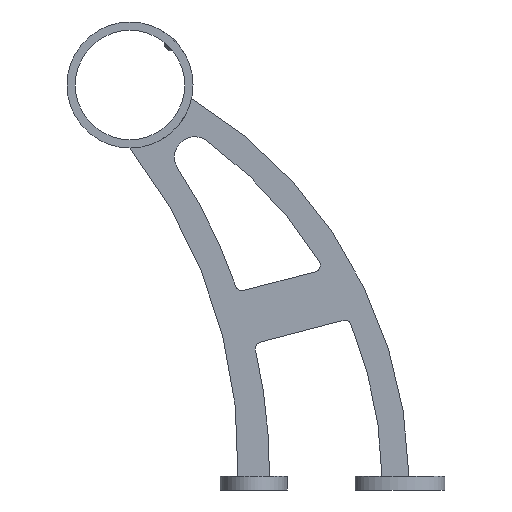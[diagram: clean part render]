
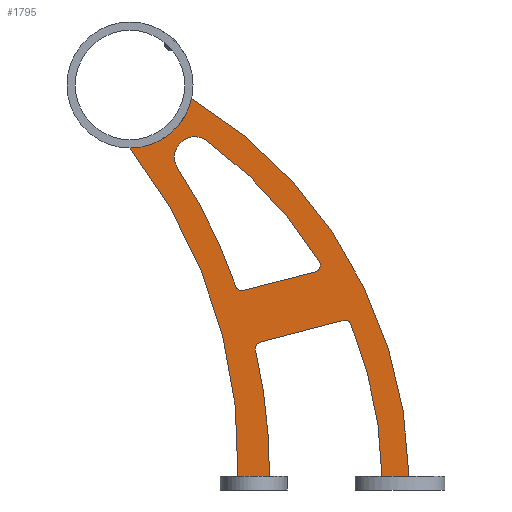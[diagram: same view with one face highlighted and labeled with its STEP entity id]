
A CAD part, left-side view. The second image highlights one B-rep face of the part: STEP entity #1795.
In plain terms, the highlighted planar face has unit normal (-1, 0, 0).
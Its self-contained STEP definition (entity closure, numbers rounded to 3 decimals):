
#34 = DIRECTION ( 'NONE',  ( 1., 0., 0. ) ) ;
#58 = DIRECTION ( 'NONE',  ( 0., -1., 0. ) ) ;
#164 = DIRECTION ( 'NONE',  ( 0., 0., -1. ) ) ;
#188 = VERTEX_POINT ( 'NONE', #10140 ) ;
#243 = EDGE_LOOP ( 'NONE', ( #5166, #449, #12658, #4662, #837, #10903 ) ) ;
#449 = ORIENTED_EDGE ( 'NONE', *, *, #5028, .T. ) ;
#467 = ORIENTED_EDGE ( 'NONE', *, *, #2993, .T. ) ;
#498 = VERTEX_POINT ( 'NONE', #2830 ) ;
#553 = CARTESIAN_POINT ( 'NONE',  ( -3., 62.034, 65.74 ) ) ;
#837 = ORIENTED_EDGE ( 'NONE', *, *, #3263, .T. ) ;
#877 = VERTEX_POINT ( 'NONE', #12469 ) ;
#1091 = ORIENTED_EDGE ( 'NONE', *, *, #12401, .T. ) ;
#1191 = AXIS2_PLACEMENT_3D ( 'NONE', #5300, #10499, #11626 ) ;
#1235 = AXIS2_PLACEMENT_3D ( 'NONE', #2486, #1357, #6591 ) ;
#1341 = EDGE_CURVE ( 'NONE', #8560, #9871, #3434, .T. ) ;
#1357 = DIRECTION ( 'NONE',  ( 1., 0., 0. ) ) ;
#1399 = CIRCLE ( 'NONE', #9791, 3. ) ;
#1603 = CARTESIAN_POINT ( 'NONE',  ( -3., 26.156, 100.013 ) ) ;
#1614 = VERTEX_POINT ( 'NONE', #553 ) ;
#1627 = CARTESIAN_POINT ( 'NONE',  ( -3., 8., 6. ) ) ;
#1721 = ORIENTED_EDGE ( 'NONE', *, *, #2850, .T. ) ;
#1732 = VERTEX_POINT ( 'NONE', #6878 ) ;
#1778 = CARTESIAN_POINT ( 'NONE',  ( -3., 72.982, 90.625 ) ) ;
#1795 = ADVANCED_FACE ( 'NONE', ( #11516, #13294 ), #10767, .F. ) ;
#1962 = DIRECTION ( 'NONE',  ( 1., 0., 0. ) ) ;
#1997 = DIRECTION ( 'NONE',  ( 1., 0., 0. ) ) ;
#2025 = EDGE_CURVE ( 'NONE', #1732, #1614, #10552, .T. ) ;
#2057 = CARTESIAN_POINT ( 'NONE',  ( -3., 86.011, 155.3 ) ) ;
#2136 = CIRCLE ( 'NONE', #4374, 188. ) ;
#2155 = AXIS2_PLACEMENT_3D ( 'NONE', #3477, #6513, #9715 ) ;
#2173 = EDGE_CURVE ( 'NONE', #12111, #498, #8611, .T. ) ;
#2309 = AXIS2_PLACEMENT_3D ( 'NONE', #11183, #9072, #11097 ) ;
#2486 = CARTESIAN_POINT ( 'NONE',  ( -3., 120., 180. ) ) ;
#2506 = DIRECTION ( 'NONE',  ( 0., 0., -1. ) ) ;
#2646 = EDGE_LOOP ( 'NONE', ( #13219, #4108, #1091, #467, #8103, #7384, #7230, #1721, #8552, #12144 ) ) ;
#2654 = DIRECTION ( 'NONE',  ( 1., 0., 0. ) ) ;
#2830 = CARTESIAN_POINT ( 'NONE',  ( -3., 64.199, 62.169 ) ) ;
#2850 = EDGE_CURVE ( 'NONE', #9871, #6124, #11173, .T. ) ;
#2861 = CARTESIAN_POINT ( 'NONE',  ( -3., 61.275, 62.838 ) ) ;
#2993 = EDGE_CURVE ( 'NONE', #8062, #6283, #12783, .T. ) ;
#3261 = CARTESIAN_POINT ( 'NONE',  ( -3., 72., 6. ) ) ;
#3263 = EDGE_CURVE ( 'NONE', #4476, #188, #2136, .T. ) ;
#3434 = CIRCLE ( 'NONE', #1235, 28. ) ;
#3477 = CARTESIAN_POINT ( 'NONE',  ( -3., 195.973, 2.812 ) ) ;
#3491 = DIRECTION ( 'NONE',  ( 1., 0., 0. ) ) ;
#3552 = CARTESIAN_POINT ( 'NONE',  ( -3., 92.64, 174.05 ) ) ;
#3595 = VECTOR ( 'NONE', #4972, 1000. ) ;
#3669 = CARTESIAN_POINT ( 'NONE',  ( -3., 304.527, 7.219 ) ) ;
#3704 = CIRCLE ( 'NONE', #2155, 200. ) ;
#3823 = EDGE_CURVE ( 'NONE', #498, #1614, #7798, .T. ) ;
#3864 = VERTEX_POINT ( 'NONE', #1778 ) ;
#3925 = DIRECTION ( 'NONE',  ( -1., 0., 0. ) ) ;
#4034 = CARTESIAN_POINT ( 'NONE',  ( -3., 0., 6. ) ) ;
#4108 = ORIENTED_EDGE ( 'NONE', *, *, #2025, .F. ) ;
#4115 = CARTESIAN_POINT ( 'NONE',  ( -3., 20.064, 76.717 ) ) ;
#4374 = AXIS2_PLACEMENT_3D ( 'NONE', #4747, #2654, #9865 ) ;
#4476 = VERTEX_POINT ( 'NONE', #2057 ) ;
#4605 = CARTESIAN_POINT ( 'NONE',  ( -3., 37.73, 96.986 ) ) ;
#4662 = ORIENTED_EDGE ( 'NONE', *, *, #6010, .T. ) ;
#4747 = CARTESIAN_POINT ( 'NONE',  ( -3., 195.973, 2.812 ) ) ;
#4905 = EDGE_CURVE ( 'NONE', #12763, #188, #8728, .T. ) ;
#4972 = DIRECTION ( 'NONE',  ( 0., 0.967, -0.253 ) ) ;
#5028 = EDGE_CURVE ( 'NONE', #877, #3864, #10688, .T. ) ;
#5133 = AXIS2_PLACEMENT_3D ( 'NONE', #3669, #10945, #5204 ) ;
#5166 = ORIENTED_EDGE ( 'NONE', *, *, #5621, .T. ) ;
#5204 = DIRECTION ( 'NONE',  ( 0., 0., -1. ) ) ;
#5276 = CARTESIAN_POINT ( 'NONE',  ( -3., 58., 6. ) ) ;
#5300 = CARTESIAN_POINT ( 'NONE',  ( -3., 296.893, 12.953 ) ) ;
#5569 = CARTESIAN_POINT ( 'NONE',  ( -3., 0., 0. ) ) ;
#5621 = EDGE_CURVE ( 'NONE', #12763, #877, #13259, .T. ) ;
#5651 = CIRCLE ( 'NONE', #1191, 237. ) ;
#5974 = VERTEX_POINT ( 'NONE', #6057 ) ;
#6010 = EDGE_CURVE ( 'NONE', #11629, #4476, #6802, .T. ) ;
#6057 = CARTESIAN_POINT ( 'NONE',  ( -3., -4.002, 6. ) ) ;
#6124 = VERTEX_POINT ( 'NONE', #3261 ) ;
#6283 = VERTEX_POINT ( 'NONE', #1627 ) ;
#6513 = DIRECTION ( 'NONE',  ( 1., 0., 0. ) ) ;
#6591 = DIRECTION ( 'NONE',  ( 0., 0., -1. ) ) ;
#6634 = AXIS2_PLACEMENT_3D ( 'NONE', #13319, #1997, #10478 ) ;
#6713 = CARTESIAN_POINT ( 'NONE',  ( -3., 0., 6. ) ) ;
#6802 = CIRCLE ( 'NONE', #10283, 9. ) ;
#6878 = CARTESIAN_POINT ( 'NONE',  ( -3., 25.333, 75.338 ) ) ;
#6884 = EDGE_CURVE ( 'NONE', #11629, #3864, #5651, .T. ) ;
#6944 = DIRECTION ( 'NONE',  ( 0., 0., -1. ) ) ;
#7062 = CARTESIAN_POINT ( 'NONE',  ( -3., 38.489, 99.888 ) ) ;
#7107 = DIRECTION ( 'NONE',  ( 1., 0., 0. ) ) ;
#7230 = ORIENTED_EDGE ( 'NONE', *, *, #1341, .T. ) ;
#7384 = ORIENTED_EDGE ( 'NONE', *, *, #8083, .F. ) ;
#7798 = CIRCLE ( 'NONE', #13131, 3. ) ;
#8062 = VERTEX_POINT ( 'NONE', #11206 ) ;
#8083 = EDGE_CURVE ( 'NONE', #8560, #5974, #3704, .T. ) ;
#8103 = ORIENTED_EDGE ( 'NONE', *, *, #11682, .T. ) ;
#8178 = AXIS2_PLACEMENT_3D ( 'NONE', #5569, #3491, #2506 ) ;
#8552 = ORIENTED_EDGE ( 'NONE', *, *, #11158, .T. ) ;
#8560 = VERTEX_POINT ( 'NONE', #3552 ) ;
#8611 = CIRCLE ( 'NONE', #5133, 246.53 ) ;
#8728 = CIRCLE ( 'NONE', #11221, 3. ) ;
#8928 = CARTESIAN_POINT ( 'NONE',  ( -3., 120., 152. ) ) ;
#8963 = DIRECTION ( 'NONE',  ( 0., 0.967, -0.253 ) ) ;
#9072 = DIRECTION ( 'NONE',  ( 1., 0., 0. ) ) ;
#9219 = CARTESIAN_POINT ( 'NONE',  ( -3., 91.276, 148. ) ) ;
#9648 = VECTOR ( 'NONE', #58, 1000. ) ;
#9715 = DIRECTION ( 'NONE',  ( 0., 0., -1. ) ) ;
#9791 = AXIS2_PLACEMENT_3D ( 'NONE', #9873, #10013, #6944 ) ;
#9865 = DIRECTION ( 'NONE',  ( 0., 0., -1. ) ) ;
#9871 = VERTEX_POINT ( 'NONE', #8928 ) ;
#9873 = CARTESIAN_POINT ( 'NONE',  ( -3., 24.574, 72.436 ) ) ;
#9919 = AXIS2_PLACEMENT_3D ( 'NONE', #11548, #34, #164 ) ;
#10013 = DIRECTION ( 'NONE',  ( 1., 0., 0. ) ) ;
#10140 = CARTESIAN_POINT ( 'NONE',  ( -3., 35.935, 101.462 ) ) ;
#10218 = DIRECTION ( 'NONE',  ( 0., 0., -1. ) ) ;
#10267 = DIRECTION ( 'NONE',  ( 0., 0., -1. ) ) ;
#10283 = AXIS2_PLACEMENT_3D ( 'NONE', #9219, #1962, #10267 ) ;
#10302 = DIRECTION ( 'NONE',  ( 0., 0., -1. ) ) ;
#10478 = DIRECTION ( 'NONE',  ( 0., 0., -1. ) ) ;
#10499 = DIRECTION ( 'NONE',  ( 1., 0., 0. ) ) ;
#10552 = LINE ( 'NONE', #4115, #3595 ) ;
#10688 = CIRCLE ( 'NONE', #6634, 3. ) ;
#10767 = PLANE ( 'NONE',  #8178 ) ;
#10903 = ORIENTED_EDGE ( 'NONE', *, *, #4905, .F. ) ;
#10945 = DIRECTION ( 'NONE',  ( -1., 0., 0. ) ) ;
#11097 = DIRECTION ( 'NONE',  ( 0., 0., -1. ) ) ;
#11100 = VECTOR ( 'NONE', #13040, 1000. ) ;
#11154 = VECTOR ( 'NONE', #8963, 1000. ) ;
#11158 = EDGE_CURVE ( 'NONE', #6124, #12111, #12405, .T. ) ;
#11173 = CIRCLE ( 'NONE', #2309, 225. ) ;
#11183 = CARTESIAN_POINT ( 'NONE',  ( -3., 296.893, 12.953 ) ) ;
#11206 = CARTESIAN_POINT ( 'NONE',  ( -3., 21.795, 73.565 ) ) ;
#11221 = AXIS2_PLACEMENT_3D ( 'NONE', #7062, #3925, #10302 ) ;
#11516 = FACE_OUTER_BOUND ( 'NONE', #2646, .T. ) ;
#11548 = CARTESIAN_POINT ( 'NONE',  ( -3., 195.973, 2.812 ) ) ;
#11626 = DIRECTION ( 'NONE',  ( 0., 0., -1. ) ) ;
#11629 = VERTEX_POINT ( 'NONE', #12264 ) ;
#11682 = EDGE_CURVE ( 'NONE', #6283, #5974, #12235, .T. ) ;
#12111 = VERTEX_POINT ( 'NONE', #5276 ) ;
#12144 = ORIENTED_EDGE ( 'NONE', *, *, #2173, .T. ) ;
#12235 = LINE ( 'NONE', #4034, #9648 ) ;
#12264 = CARTESIAN_POINT ( 'NONE',  ( -3., 98.798, 143.059 ) ) ;
#12401 = EDGE_CURVE ( 'NONE', #1732, #8062, #1399, .T. ) ;
#12405 = LINE ( 'NONE', #6713, #11100 ) ;
#12469 = CARTESIAN_POINT ( 'NONE',  ( -3., 69.388, 88.706 ) ) ;
#12658 = ORIENTED_EDGE ( 'NONE', *, *, #6884, .F. ) ;
#12763 = VERTEX_POINT ( 'NONE', #4605 ) ;
#12783 = CIRCLE ( 'NONE', #9919, 188. ) ;
#13040 = DIRECTION ( 'NONE',  ( 0., -1., 0. ) ) ;
#13131 = AXIS2_PLACEMENT_3D ( 'NONE', #2861, #7107, #10218 ) ;
#13219 = ORIENTED_EDGE ( 'NONE', *, *, #3823, .T. ) ;
#13259 = LINE ( 'NONE', #1603, #11154 ) ;
#13294 = FACE_BOUND ( 'NONE', #243, .T. ) ;
#13319 = CARTESIAN_POINT ( 'NONE',  ( -3., 70.147, 91.608 ) ) ;
